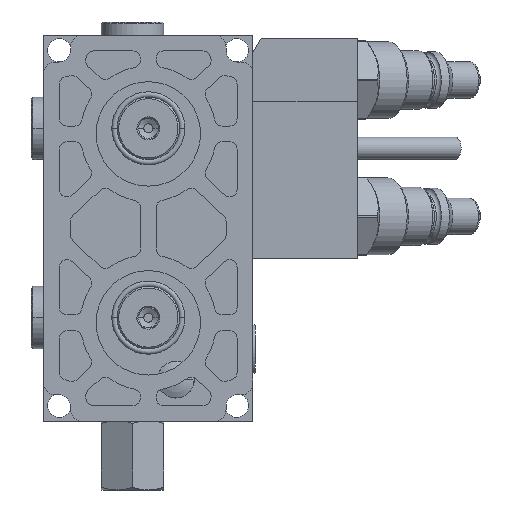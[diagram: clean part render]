
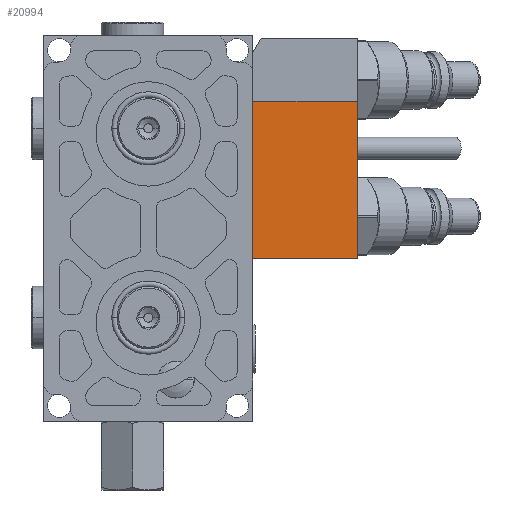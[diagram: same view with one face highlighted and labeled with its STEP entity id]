
A CAD part, front view. The second image highlights one B-rep face of the part: STEP entity #20994.
In plain terms, the highlighted planar face has unit normal (0, -1, 0).
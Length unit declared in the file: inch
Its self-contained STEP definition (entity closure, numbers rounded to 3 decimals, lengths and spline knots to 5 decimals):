
#97=DIRECTION('',(0.,0.,1.));
#98=VECTOR('',#97,1.874);
#99=CARTESIAN_POINT('',(1.25,0.315,-0.356));
#100=LINE('',#99,#98);
#319=DIRECTION('',(1.,0.,0.));
#320=VECTOR('',#319,1.25);
#321=CARTESIAN_POINT('',(1.25,0.315,-0.356));
#322=LINE('',#321,#320);
#335=DIRECTION('',(1.,0.,0.));
#336=VECTOR('',#335,1.25);
#337=CARTESIAN_POINT('',(1.25,0.315,1.518));
#338=LINE('',#337,#336);
#1933=DIRECTION('',(0.,0.,1.));
#1934=VECTOR('',#1933,1.874);
#1935=CARTESIAN_POINT('',(2.5,0.315,-0.356));
#1936=LINE('',#1935,#1934);
#19942=CARTESIAN_POINT('',(2.5,0.315,-0.356));
#19943=VERTEX_POINT('',#19942);
#20014=CARTESIAN_POINT('',(2.5,0.315,1.518));
#20015=VERTEX_POINT('',#20014);
#20326=CARTESIAN_POINT('',(1.25,0.315,-0.356));
#20328=VERTEX_POINT('',#20326);
#20330=CARTESIAN_POINT('',(1.25,0.315,1.518));
#20331=VERTEX_POINT('',#20330);
#20981=CARTESIAN_POINT('',(1.25,0.315,-0.356));
#20982=DIRECTION('',(0.,-1.,0.));
#20983=DIRECTION('',(1.,0.,0.));
#20984=AXIS2_PLACEMENT_3D('',#20981,#20982,#20983);
#20985=PLANE('',#20984);
#20986=ORIENTED_EDGE('',*,*,#20843,.T.);
#20988=ORIENTED_EDGE('',*,*,#20987,.T.);
#20990=ORIENTED_EDGE('',*,*,#20989,.F.);
#20991=ORIENTED_EDGE('',*,*,#20970,.F.);
#20992=EDGE_LOOP('',(#20986,#20988,#20990,#20991));
#20993=FACE_OUTER_BOUND('',#20992,.F.);
#20994=ADVANCED_FACE('',(#20993),#20985,.T.);
#20843=EDGE_CURVE('',#20328,#20331,#100,.T.);
#20970=EDGE_CURVE('',#20328,#19943,#322,.T.);
#20987=EDGE_CURVE('',#20331,#20015,#338,.T.);
#20989=EDGE_CURVE('',#19943,#20015,#1936,.T.);
